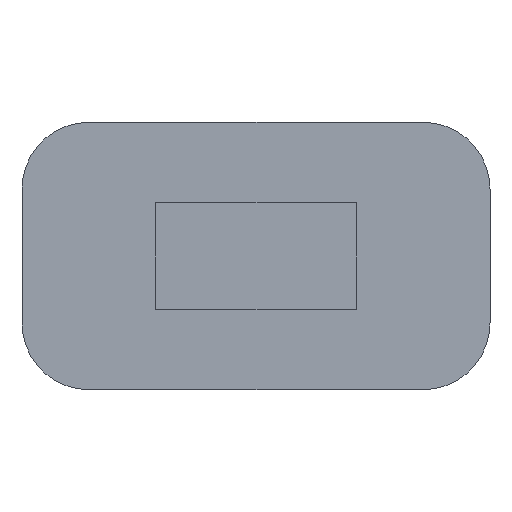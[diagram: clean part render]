
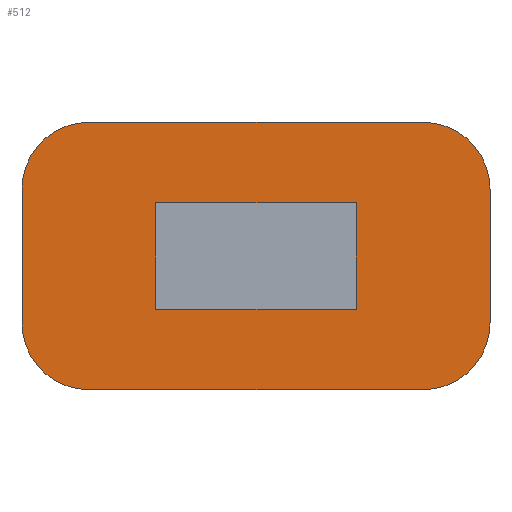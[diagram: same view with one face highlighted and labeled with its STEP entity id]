
A CAD part, front view. The second image highlights one B-rep face of the part: STEP entity #512.
In plain terms, the highlighted planar face has unit normal (0, -1, 0).
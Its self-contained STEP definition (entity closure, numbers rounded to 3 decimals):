
#8 = EDGE_CURVE ( 'NONE', #118, #697, #938, .T. ) ;
#15 = FACE_OUTER_BOUND ( 'NONE', #869, .T. ) ;
#26 = ORIENTED_EDGE ( 'NONE', *, *, #293, .F. ) ;
#31 = DIRECTION ( 'NONE',  ( 0., 0., -1. ) ) ;
#44 = DIRECTION ( 'NONE',  ( -1., 0., 0. ) ) ;
#53 = EDGE_CURVE ( 'NONE', #839, #128, #319, .T. ) ;
#54 = CARTESIAN_POINT ( 'NONE',  ( 2.497, 0., 1.04 ) ) ;
#58 = CARTESIAN_POINT ( 'NONE',  ( 2.497, 0., -0.56 ) ) ;
#62 = VERTEX_POINT ( 'NONE', #848 ) ;
#66 = CARTESIAN_POINT ( 'NONE',  ( 4.497, 0., 1.24 ) ) ;
#69 = CARTESIAN_POINT ( 'NONE',  ( -1.503, 0., 1.24 ) ) ;
#89 = CARTESIAN_POINT ( 'NONE',  ( 0., 0., 0. ) ) ;
#109 = LINE ( 'NONE', #334, #505 ) ;
#116 = CIRCLE ( 'NONE', #903, 1. ) ;
#118 = VERTEX_POINT ( 'NONE', #701 ) ;
#128 = VERTEX_POINT ( 'NONE', #195 ) ;
#153 = EDGE_CURVE ( 'NONE', #791, #62, #329, .T. ) ;
#156 = ORIENTED_EDGE ( 'NONE', *, *, #153, .F. ) ;
#175 = VECTOR ( 'NONE', #31, 1000. ) ;
#183 = CARTESIAN_POINT ( 'NONE',  ( -1.503, 0., -1.76 ) ) ;
#194 = CIRCLE ( 'NONE', #782, 1. ) ;
#195 = CARTESIAN_POINT ( 'NONE',  ( 2.497, 0., -0.56 ) ) ;
#198 = VECTOR ( 'NONE', #279, 1000. ) ;
#210 = VECTOR ( 'NONE', #593, 1000. ) ;
#222 = DIRECTION ( 'NONE',  ( 0., -1., 0. ) ) ;
#229 = ORIENTED_EDGE ( 'NONE', *, *, #927, .F. ) ;
#249 = DIRECTION ( 'NONE',  ( 0., -1., 0. ) ) ;
#257 = ORIENTED_EDGE ( 'NONE', *, *, #537, .F. ) ;
#266 = VERTEX_POINT ( 'NONE', #652 ) ;
#275 = VERTEX_POINT ( 'NONE', #943 ) ;
#279 = DIRECTION ( 'NONE',  ( 0., 0., 1. ) ) ;
#280 = VECTOR ( 'NONE', #577, 1000. ) ;
#285 = CARTESIAN_POINT ( 'NONE',  ( 3.497, 0., 1.24 ) ) ;
#291 = VERTEX_POINT ( 'NONE', #66 ) ;
#293 = EDGE_CURVE ( 'NONE', #291, #697, #446, .T. ) ;
#294 = CARTESIAN_POINT ( 'NONE',  ( 4.497, 0., -1.76 ) ) ;
#307 = FACE_BOUND ( 'NONE', #766, .T. ) ;
#308 = DIRECTION ( 'NONE',  ( 1., 0., 0. ) ) ;
#319 = LINE ( 'NONE', #765, #430 ) ;
#322 = EDGE_CURVE ( 'NONE', #586, #266, #668, .T. ) ;
#329 = LINE ( 'NONE', #54, #481 ) ;
#332 = CARTESIAN_POINT ( 'NONE',  ( 3.497, 0., 2.24 ) ) ;
#334 = CARTESIAN_POINT ( 'NONE',  ( -2.503, 0., 2.24 ) ) ;
#351 = EDGE_CURVE ( 'NONE', #291, #525, #819, .T. ) ;
#405 = AXIS2_PLACEMENT_3D ( 'NONE', #89, #773, #710 ) ;
#425 = LINE ( 'NONE', #58, #280 ) ;
#430 = VECTOR ( 'NONE', #308, 1000. ) ;
#446 = LINE ( 'NONE', #294, #210 ) ;
#447 = ORIENTED_EDGE ( 'NONE', *, *, #898, .T. ) ;
#478 = DIRECTION ( 'NONE',  ( 0., 0., 1. ) ) ;
#480 = ORIENTED_EDGE ( 'NONE', *, *, #53, .F. ) ;
#481 = VECTOR ( 'NONE', #713, 1000. ) ;
#503 = ORIENTED_EDGE ( 'NONE', *, *, #351, .T. ) ;
#505 = VECTOR ( 'NONE', #635, 1000. ) ;
#512 = ADVANCED_FACE ( 'NONE', ( #15, #307 ), #759, .F. ) ;
#525 = VERTEX_POINT ( 'NONE', #332 ) ;
#537 = EDGE_CURVE ( 'NONE', #118, #576, #648, .T. ) ;
#539 = CARTESIAN_POINT ( 'NONE',  ( 3.497, 0., -0.76 ) ) ;
#549 = DIRECTION ( 'NONE',  ( 0., -1., 0. ) ) ;
#554 = LINE ( 'NONE', #931, #175 ) ;
#576 = VERTEX_POINT ( 'NONE', #183 ) ;
#577 = DIRECTION ( 'NONE',  ( 0., 0., 1. ) ) ;
#584 = DIRECTION ( 'NONE',  ( 0., 0., 1. ) ) ;
#586 = VERTEX_POINT ( 'NONE', #643 ) ;
#589 = EDGE_CURVE ( 'NONE', #62, #839, #554, .T. ) ;
#593 = DIRECTION ( 'NONE',  ( 0., 0., -1. ) ) ;
#635 = DIRECTION ( 'NONE',  ( 1., 0., 0. ) ) ;
#643 = CARTESIAN_POINT ( 'NONE',  ( -2.503, 0., -0.76 ) ) ;
#648 = LINE ( 'NONE', #866, #946 ) ;
#652 = CARTESIAN_POINT ( 'NONE',  ( -2.503, 0., 1.24 ) ) ;
#664 = AXIS2_PLACEMENT_3D ( 'NONE', #285, #955, #584 ) ;
#667 = EDGE_CURVE ( 'NONE', #128, #791, #425, .T. ) ;
#668 = LINE ( 'NONE', #814, #198 ) ;
#687 = ORIENTED_EDGE ( 'NONE', *, *, #8, .T. ) ;
#697 = VERTEX_POINT ( 'NONE', #740 ) ;
#701 = CARTESIAN_POINT ( 'NONE',  ( 3.497, 0., -1.76 ) ) ;
#710 = DIRECTION ( 'NONE',  ( 0., 0., 1. ) ) ;
#713 = DIRECTION ( 'NONE',  ( -1., 0., 0. ) ) ;
#722 = ORIENTED_EDGE ( 'NONE', *, *, #322, .F. ) ;
#726 = EDGE_CURVE ( 'NONE', #275, #266, #194, .T. ) ;
#740 = CARTESIAN_POINT ( 'NONE',  ( 4.497, 0., -0.76 ) ) ;
#759 = PLANE ( 'NONE',  #405 ) ;
#763 = CARTESIAN_POINT ( 'NONE',  ( -1.503, 0., -0.76 ) ) ;
#765 = CARTESIAN_POINT ( 'NONE',  ( 2.497, 0., -0.56 ) ) ;
#766 = EDGE_LOOP ( 'NONE', ( #873, #156, #823, #480 ) ) ;
#773 = DIRECTION ( 'NONE',  ( 0., 1., 0. ) ) ;
#774 = CARTESIAN_POINT ( 'NONE',  ( -0.503, 0., -0.56 ) ) ;
#782 = AXIS2_PLACEMENT_3D ( 'NONE', #69, #222, #885 ) ;
#786 = ORIENTED_EDGE ( 'NONE', *, *, #726, .T. ) ;
#791 = VERTEX_POINT ( 'NONE', #821 ) ;
#814 = CARTESIAN_POINT ( 'NONE',  ( -2.503, 0., -1.76 ) ) ;
#819 = CIRCLE ( 'NONE', #664, 1. ) ;
#821 = CARTESIAN_POINT ( 'NONE',  ( 2.497, 0., 1.04 ) ) ;
#823 = ORIENTED_EDGE ( 'NONE', *, *, #667, .F. ) ;
#835 = AXIS2_PLACEMENT_3D ( 'NONE', #539, #549, #837 ) ;
#837 = DIRECTION ( 'NONE',  ( 0., 0., 1. ) ) ;
#839 = VERTEX_POINT ( 'NONE', #774 ) ;
#848 = CARTESIAN_POINT ( 'NONE',  ( -0.503, 0., 1.04 ) ) ;
#866 = CARTESIAN_POINT ( 'NONE',  ( -2.503, 0., -1.76 ) ) ;
#869 = EDGE_LOOP ( 'NONE', ( #257, #687, #26, #503, #229, #786, #722, #447 ) ) ;
#873 = ORIENTED_EDGE ( 'NONE', *, *, #589, .F. ) ;
#885 = DIRECTION ( 'NONE',  ( 0., 0., 1. ) ) ;
#898 = EDGE_CURVE ( 'NONE', #586, #576, #116, .T. ) ;
#903 = AXIS2_PLACEMENT_3D ( 'NONE', #763, #249, #478 ) ;
#927 = EDGE_CURVE ( 'NONE', #275, #525, #109, .T. ) ;
#931 = CARTESIAN_POINT ( 'NONE',  ( -0.503, 0., -0.56 ) ) ;
#938 = CIRCLE ( 'NONE', #835, 1. ) ;
#943 = CARTESIAN_POINT ( 'NONE',  ( -1.503, 0., 2.24 ) ) ;
#946 = VECTOR ( 'NONE', #44, 1000. ) ;
#955 = DIRECTION ( 'NONE',  ( 0., -1., 0. ) ) ;
